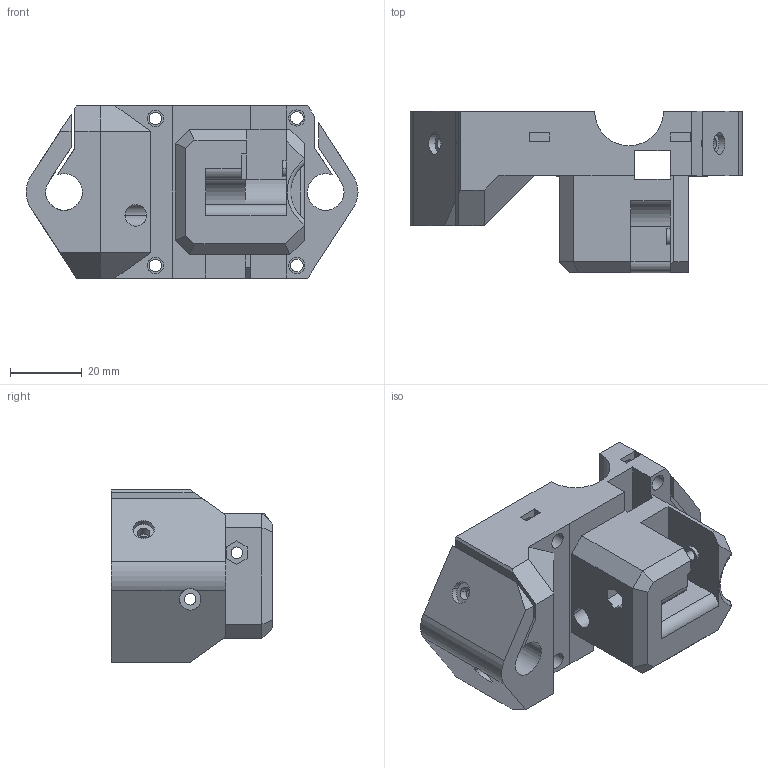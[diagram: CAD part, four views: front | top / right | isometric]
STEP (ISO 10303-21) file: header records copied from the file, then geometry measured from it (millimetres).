
FILE_DESCRIPTION(('CATIA V5 STEP Exchange'),'2;1');
FILE_NAME('HYPERCUBE-EVO-0011-V2_NGEN.stp','2021-01-20T02:21:31+00:00',('none'),('none'),'CATIA Version 5 Release 21 GA (IN-10)','CATIA V5 STEP AP203','none');
FILE_SCHEMA(('CONFIG_CONTROL_DESIGN'));
Length unit declared in the file: millimetre
Products named in the file (1): HYPERCUBE-EVO-0011_NGEN
Bounding box: 92.6 x 45 x 48 mm (x, y, z)
Volume: 84683.7 mm3; surface area: 25900 mm2
Topology: 1 solids, 1 shells, 197 faces, 541 edges, 362 vertices
Faces by surface type: plane 121, cylinder 75, torus 1
Entity records: 6053 total; most frequent: CARTESIAN_POINT 1223, ORIENTED_EDGE 1082, DIRECTION 776, EDGE_CURVE 541, VECTOR 370, LINE 370, VERTEX_POINT 362, AXIS2_PLACEMENT_3D 277
